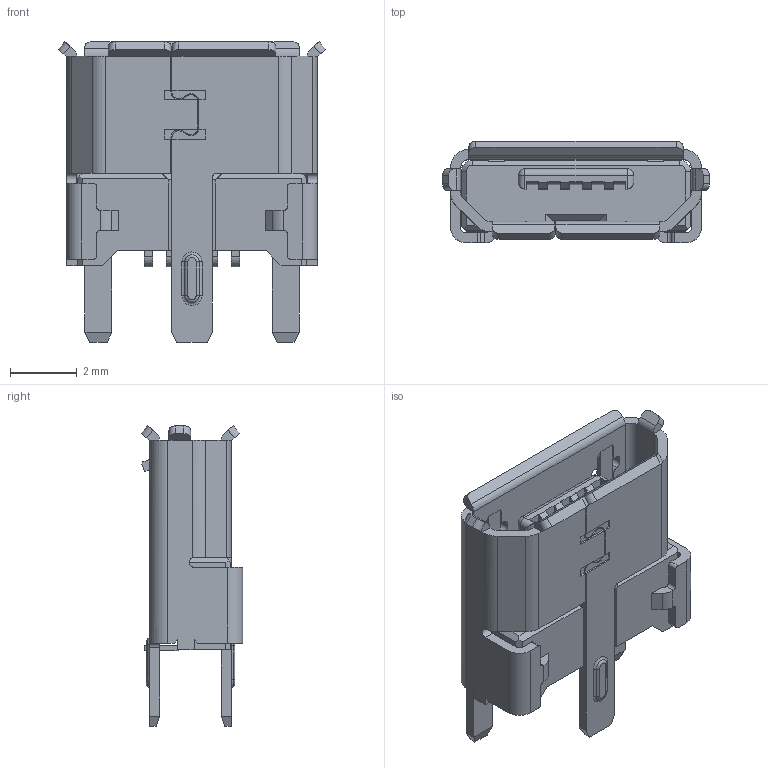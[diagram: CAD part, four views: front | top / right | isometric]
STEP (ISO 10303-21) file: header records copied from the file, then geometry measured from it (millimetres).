
FILE_DESCRIPTION(('FreeCAD Model'),'2;1');
FILE_NAME('1051330011 v3.step', '2021-07-08T11:33:05',('kicad StepUp'),('ksu MCAD'), 'Open CASCADE STEP processor 7.3','FreeCAD','Unknown');
FILE_SCHEMA(('AUTOMOTIVE_DESIGN { 1 0 10303 214 1 1 1 1 }'));
Length unit declared in the file: millimetre
Products named in the file (1): 1051330011_v3
Bounding box: 7.99 x 3.03 x 8.98 mm (x, y, z)
Volume: 68.4 mm3; surface area: 335.2 mm2
Topology: 1 solids, 1 shells, 431 faces, 1251 edges, 813 vertices
Faces by surface type: plane 284, cylinder 127, torus 8, bspline 6, cone 4, sphere 2
Entity records: 17434 total; most frequent: CARTESIAN_POINT 2807, ORIENTED_EDGE 2498, DIRECTION 2374, EDGE_CURVE 1249, LINE 936, VECTOR 936, VERTEX_POINT 813, AXIS2_PLACEMENT_3D 719
